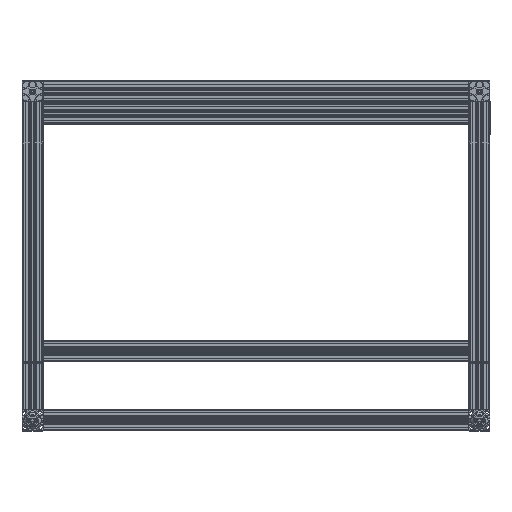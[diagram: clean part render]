
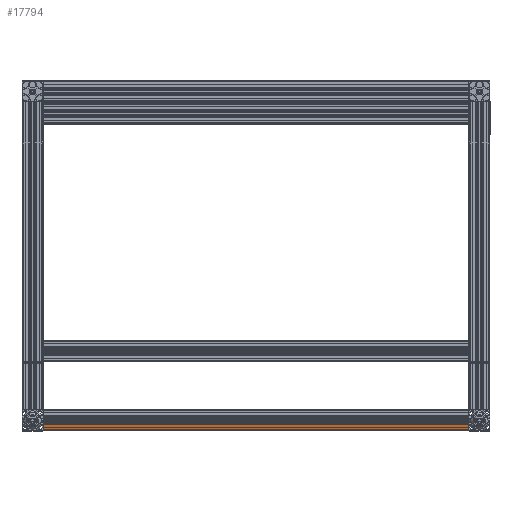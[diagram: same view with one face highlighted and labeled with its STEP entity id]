
A CAD part, top view. The second image highlights one B-rep face of the part: STEP entity #17794.
In plain terms, the highlighted face is planar.
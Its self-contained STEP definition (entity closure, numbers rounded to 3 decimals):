
#748=PLANE('',#19815);
#2979=LINE('',#30004,#4620);
#3058=LINE('',#30215,#4699);
#3059=LINE('',#30218,#4700);
#3060=LINE('',#30219,#4701);
#4620=VECTOR('',#24533,10.);
#4699=VECTOR('',#24738,10.);
#4700=VECTOR('',#24741,10.);
#4701=VECTOR('',#24742,10.);
#5972=FACE_OUTER_BOUND('',#6914,.T.);
#6914=EDGE_LOOP('',(#16662,#16663,#16664,#16665));
#9360=VERTEX_POINT('',#30001);
#9361=VERTEX_POINT('',#30003);
#9430=VERTEX_POINT('',#30213);
#9431=VERTEX_POINT('',#30217);
#11780=EDGE_CURVE('',#9361,#9360,#2979,.T.);
#11886=EDGE_CURVE('',#9360,#9430,#3058,.T.);
#11887=EDGE_CURVE('',#9430,#9431,#3059,.T.);
#11888=EDGE_CURVE('',#9361,#9431,#3060,.T.);
#16662=ORIENTED_EDGE('',*,*,#11887,.T.);
#16663=ORIENTED_EDGE('',*,*,#11888,.F.);
#16664=ORIENTED_EDGE('',*,*,#11780,.T.);
#16665=ORIENTED_EDGE('',*,*,#11886,.T.);
#17794=ADVANCED_FACE('',(#5972),#748,.T.);
#19815=AXIS2_PLACEMENT_3D('',#30216,#24739,#24740);
#24533=DIRECTION('',(0.,1.,0.));
#24738=DIRECTION('',(0.,0.,1.));
#24739=DIRECTION('center_axis',(1.,0.,0.));
#24740=DIRECTION('ref_axis',(0.,0.,-1.));
#24741=DIRECTION('',(0.,-1.,0.));
#24742=DIRECTION('',(0.,0.,1.));
#30001=CARTESIAN_POINT('',(22.5,-4.4,-455.));
#30003=CARTESIAN_POINT('',(22.5,-20.,-455.));
#30004=CARTESIAN_POINT('',(22.5,-20.,-455.));
#30213=CARTESIAN_POINT('',(22.5,-4.4,455.));
#30215=CARTESIAN_POINT('',(22.5,-4.4,0.));
#30216=CARTESIAN_POINT('Origin',(22.5,-4.4,0.));
#30217=CARTESIAN_POINT('',(22.5,-20.,455.));
#30218=CARTESIAN_POINT('',(22.5,-20.,455.));
#30219=CARTESIAN_POINT('',(22.5,-20.,0.));
